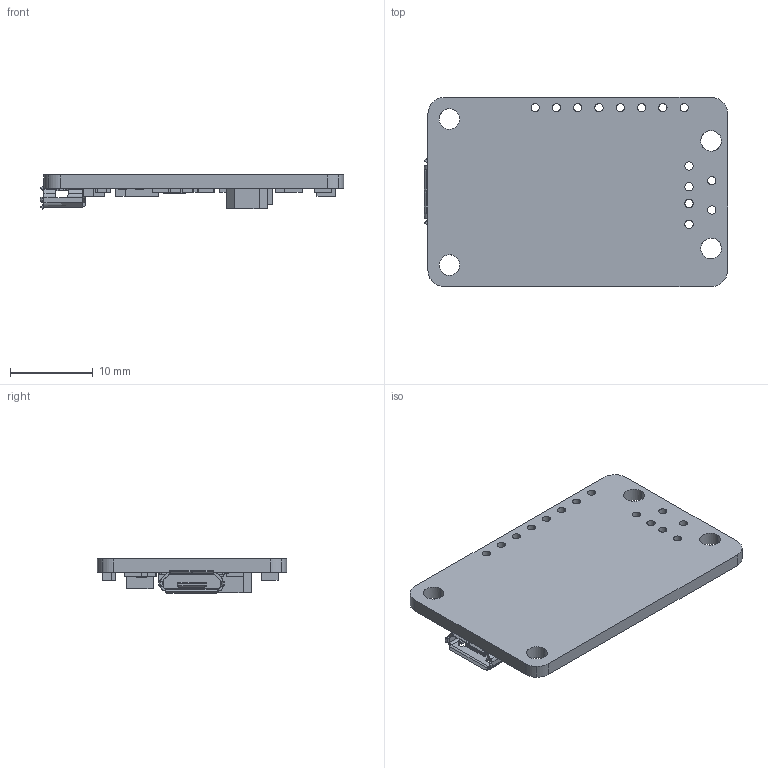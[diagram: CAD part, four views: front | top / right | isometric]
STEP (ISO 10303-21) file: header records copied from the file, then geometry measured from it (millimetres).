
FILE_DESCRIPTION(('CATIA V5 STEP Exchange'),'2;1');
FILE_NAME('powerboost 1000c.f3d v3.stp','2019-03-08T09:19:58+00:00',('none'),('none'),'Version 5-6 Release 2013','CATIA V5 STEP AP203','none');
FILE_SCHEMA(('CONFIG_CONTROL_DESIGN'));
Length unit declared in the file: millimetre
Products named in the file (2): PiGRRL2 Case v33; Product_Powerboost1000
Assembly tree (3 placements, depth 3):
  PiGRRL2 Case v33
    Product_Powerboost1000
      #63
      #5556
Bounding box: 36.63 x 22.86 x 4.12 mm (x, y, z)
Volume: 1459.4 mm3; surface area: 2392.8 mm2
Topology: 4 solids, 4 shells, 651 faces, 1799 edges, 1177 vertices
Faces by surface type: plane 476, cylinder 157, bspline 14, sphere 4
Entity records: 18614 total; most frequent: CARTESIAN_POINT 5915, ORIENTED_EDGE 3590, EDGE_CURVE 1795, LINE 1408, VERTEX_POINT 1177, EDGE_LOOP 732, AXIS2_PLACEMENT_3D 730, FACE_OUTER_BOUND 651
